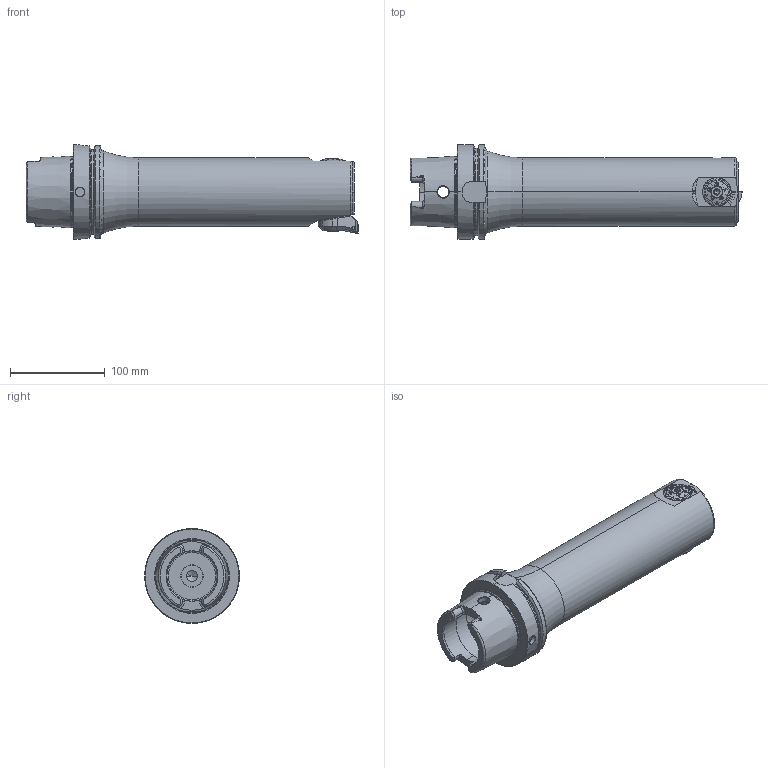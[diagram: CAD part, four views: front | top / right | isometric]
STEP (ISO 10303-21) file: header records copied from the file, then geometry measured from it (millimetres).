
FILE_DESCRIPTION (( 'STEP AP214' ), '1' );
FILE_NAME ('HA0.F72.K22.300.STEP', '2024-08-20T12:15:01', ( '' ), ( '' ), 'SwSTEP 2.0', 'SolidWorks 2022', '' );
FILE_SCHEMA (( 'AUTOMOTIVE_DESIGN' ));
Length unit declared in the file: millimetre
Products named in the file (20): A55-BG2.011.016_D; F72-BG1.011.056; F55-ER1.101.016_A; F72-BG2.015.020_B; F72-BG1.011.056_D; F55-BG1.012.012_A; F72-BG1.014.056; A55-BG2.012.006_B; A55-BG3.011.033_A_gekürzt; F72-BG2.014.020_B; Klebstoff D10; F55-WCB.001.013; HA0-F72.K20.300_B_Fertigbearbeitung; ISO 4026 - M10 x 16; DIN 3771 - 25x1.5; F55-WCB.001.013_D_fertigbearbeitet; CCMT09T304; A55-BG2.013.005_C; WCB-ER2.001.009_A; HA0.F72.K22.300
Assembly tree (20 placements, depth 4):
  HA0.F72.K22.300
    HA0-F72.K20.300_B_Fertigbearbeitung
    F55-WCB.001.013
      F55-WCB.001.013_D_fertigbearbeitet
      CCMT09T304
      WCB-ER2.001.009_A
    F55-ER1.101.016_A
    F72-BG1.014.056
      F72-BG1.011.056
        F72-BG1.011.056_D
        F55-BG1.012.012_A
      A55-BG2.013.005_C
      A55-BG2.012.006_B
      F72-BG2.015.020_B
        A55-BG2.011.016_D
        F72-BG2.014.020_B
      DIN 3771 - 25x1.5
    Klebstoff D10
    A55-BG3.011.033_A_gekürzt
    WCB-ER2.001.009_A
    ISO 4026 - M10 x 16
Bounding box: 349.9 x 100 x 100 mm (x, y, z)
Volume: 1331015.8 mm3; surface area: 146172.6 mm2
Topology: 16 solids, 16 shells, 956 faces, 2484 edges, 1559 vertices
Faces by surface type: plane 368, cone 224, cylinder 207, torus 102, bspline 51, sphere 4
Entity records: 37892 total; most frequent: CARTESIAN_POINT 11152, ORIENTED_EDGE 4740, DIRECTION 4134, EDGE_CURVE 2370, AXIS2_PLACEMENT_3D 1630, VERTEX_POINT 1499, EDGE_LOOP 967, ADVANCED_FACE 917
